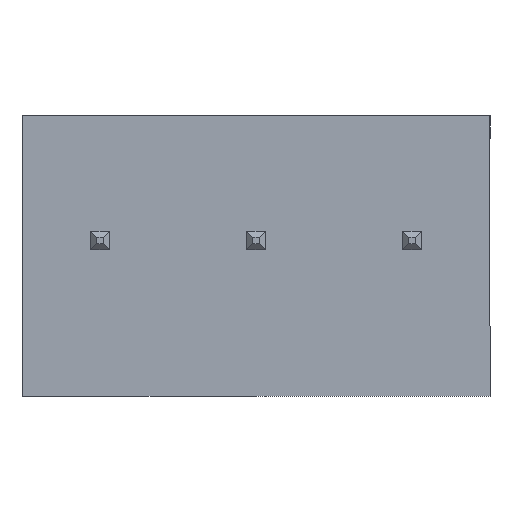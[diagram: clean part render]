
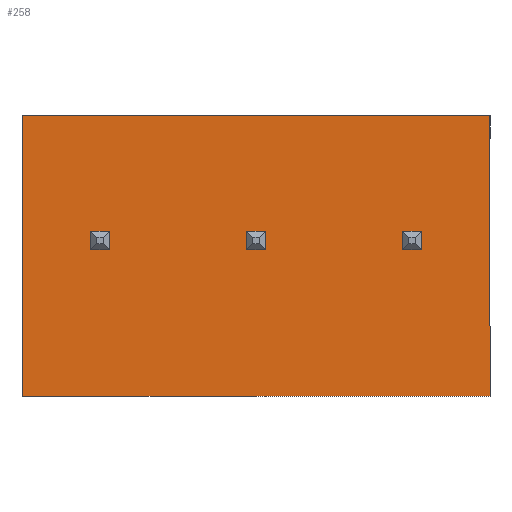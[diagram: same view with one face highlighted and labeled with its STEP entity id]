
A CAD part, front view. The second image highlights one B-rep face of the part: STEP entity #258.
In plain terms, the highlighted planar face has unit normal (0, -1, 0).
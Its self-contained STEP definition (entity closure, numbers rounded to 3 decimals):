
#16 = CARTESIAN_POINT ( 'NONE',  ( 5.3, 0., 0.3 ) ) ;
#49 = LINE ( 'NONE', #1740, #3707 ) ;
#58 = ORIENTED_EDGE ( 'NONE', *, *, #2794, .T. ) ;
#106 = EDGE_CURVE ( 'NONE', #3411, #2249, #49, .T. ) ;
#151 = CARTESIAN_POINT ( 'NONE',  ( -0.3, 0., -0.3 ) ) ;
#157 = EDGE_CURVE ( 'NONE', #912, #4430, #2235, .T. ) ;
#231 = LINE ( 'NONE', #1501, #688 ) ;
#258 = ADVANCED_FACE ( 'NONE', ( #2931, #4014, #789, #4338 ), #4136, .F. ) ;
#289 = LINE ( 'NONE', #1174, #2359 ) ;
#348 = VECTOR ( 'NONE', #2199, 1000. ) ;
#366 = CARTESIAN_POINT ( 'NONE',  ( 12.5, 0., -5. ) ) ;
#431 = CARTESIAN_POINT ( 'NONE',  ( 9.7, 0., 0.3 ) ) ;
#439 = DIRECTION ( 'NONE',  ( -1., 0., 0. ) ) ;
#455 = LINE ( 'NONE', #4272, #348 ) ;
#465 = VECTOR ( 'NONE', #4043, 1000. ) ;
#494 = EDGE_CURVE ( 'NONE', #631, #3159, #3955, .T. ) ;
#508 = DIRECTION ( 'NONE',  ( 0., 0., 1. ) ) ;
#514 = EDGE_CURVE ( 'NONE', #970, #912, #3848, .T. ) ;
#570 = VECTOR ( 'NONE', #1316, 1000. ) ;
#621 = ORIENTED_EDGE ( 'NONE', *, *, #1104, .T. ) ;
#631 = VERTEX_POINT ( 'NONE', #3309 ) ;
#636 = AXIS2_PLACEMENT_3D ( 'NONE', #3431, #2419, #3457 ) ;
#678 = ORIENTED_EDGE ( 'NONE', *, *, #106, .T. ) ;
#688 = VECTOR ( 'NONE', #1178, 1000. ) ;
#690 = DIRECTION ( 'NONE',  ( 0., 0., -1. ) ) ;
#698 = DIRECTION ( 'NONE',  ( 1., 0., 0. ) ) ;
#705 = VECTOR ( 'NONE', #508, 1000. ) ;
#719 = LINE ( 'NONE', #2808, #1531 ) ;
#765 = LINE ( 'NONE', #2328, #3277 ) ;
#789 = FACE_OUTER_BOUND ( 'NONE', #3459, .T. ) ;
#828 = CARTESIAN_POINT ( 'NONE',  ( 9.7, 0., -0.3 ) ) ;
#847 = LINE ( 'NONE', #3403, #570 ) ;
#862 = ORIENTED_EDGE ( 'NONE', *, *, #2606, .T. ) ;
#868 = EDGE_CURVE ( 'NONE', #1605, #970, #3835, .T. ) ;
#912 = VERTEX_POINT ( 'NONE', #2100 ) ;
#970 = VERTEX_POINT ( 'NONE', #3199 ) ;
#999 = VECTOR ( 'NONE', #3593, 1000. ) ;
#1057 = CARTESIAN_POINT ( 'NONE',  ( 10.3, 0., 0.3 ) ) ;
#1079 = VERTEX_POINT ( 'NONE', #1172 ) ;
#1104 = EDGE_CURVE ( 'NONE', #1079, #4296, #455, .T. ) ;
#1172 = CARTESIAN_POINT ( 'NONE',  ( 0.3, 0., -0.3 ) ) ;
#1174 = CARTESIAN_POINT ( 'NONE',  ( 0.3, 0., 0.3 ) ) ;
#1178 = DIRECTION ( 'NONE',  ( 0., 0., -1. ) ) ;
#1199 = LINE ( 'NONE', #3960, #705 ) ;
#1216 = EDGE_CURVE ( 'NONE', #3525, #4034, #4414, .T. ) ;
#1221 = CARTESIAN_POINT ( 'NONE',  ( 12.5, 0., 4. ) ) ;
#1223 = DIRECTION ( 'NONE',  ( 0., 0., 1. ) ) ;
#1259 = CARTESIAN_POINT ( 'NONE',  ( 5.3, 0., 0.3 ) ) ;
#1307 = EDGE_LOOP ( 'NONE', ( #621, #862, #3464, #2300 ) ) ;
#1316 = DIRECTION ( 'NONE',  ( -1., 0., 0. ) ) ;
#1354 = EDGE_CURVE ( 'NONE', #4034, #1763, #765, .T. ) ;
#1478 = LINE ( 'NONE', #3267, #465 ) ;
#1501 = CARTESIAN_POINT ( 'NONE',  ( 12.5, 0., -5. ) ) ;
#1503 = ORIENTED_EDGE ( 'NONE', *, *, #514, .F. ) ;
#1531 = VECTOR ( 'NONE', #3500, 1000. ) ;
#1553 = EDGE_LOOP ( 'NONE', ( #3163, #678, #58, #1880 ) ) ;
#1556 = CARTESIAN_POINT ( 'NONE',  ( 4.7, 0., 0.3 ) ) ;
#1605 = VERTEX_POINT ( 'NONE', #366 ) ;
#1608 = EDGE_LOOP ( 'NONE', ( #4391, #3041, #1610, #2736 ) ) ;
#1610 = ORIENTED_EDGE ( 'NONE', *, *, #1354, .T. ) ;
#1619 = VERTEX_POINT ( 'NONE', #828 ) ;
#1642 = LINE ( 'NONE', #16, #3625 ) ;
#1671 = EDGE_CURVE ( 'NONE', #3239, #2786, #289, .T. ) ;
#1740 = CARTESIAN_POINT ( 'NONE',  ( 4.7, 0., 0.3 ) ) ;
#1752 = EDGE_CURVE ( 'NONE', #1619, #3525, #1199, .T. ) ;
#1756 = CARTESIAN_POINT ( 'NONE',  ( 4.7, 0., -0.3 ) ) ;
#1763 = VERTEX_POINT ( 'NONE', #4336 ) ;
#1850 = DIRECTION ( 'NONE',  ( 1., 0., 0. ) ) ;
#1880 = ORIENTED_EDGE ( 'NONE', *, *, #494, .T. ) ;
#1891 = CARTESIAN_POINT ( 'NONE',  ( -2.5, 0., -5. ) ) ;
#2100 = CARTESIAN_POINT ( 'NONE',  ( -2.5, 0., 4. ) ) ;
#2199 = DIRECTION ( 'NONE',  ( -1., 0., 0. ) ) ;
#2235 = LINE ( 'NONE', #3776, #2337 ) ;
#2249 = VERTEX_POINT ( 'NONE', #1556 ) ;
#2255 = CARTESIAN_POINT ( 'NONE',  ( 10.3, 0., 0.3 ) ) ;
#2300 = ORIENTED_EDGE ( 'NONE', *, *, #2958, .T. ) ;
#2328 = CARTESIAN_POINT ( 'NONE',  ( 10.3, 0., 0.3 ) ) ;
#2337 = VECTOR ( 'NONE', #2424, 1000. ) ;
#2359 = VECTOR ( 'NONE', #1850, 1000. ) ;
#2402 = ORIENTED_EDGE ( 'NONE', *, *, #868, .F. ) ;
#2419 = DIRECTION ( 'NONE',  ( 0., 1., 0. ) ) ;
#2424 = DIRECTION ( 'NONE',  ( 1., 0., 0. ) ) ;
#2485 = VECTOR ( 'NONE', #2925, 1000. ) ;
#2503 = EDGE_CURVE ( 'NONE', #3159, #3411, #847, .T. ) ;
#2574 = CARTESIAN_POINT ( 'NONE',  ( 0.3, 0., 0.3 ) ) ;
#2606 = EDGE_CURVE ( 'NONE', #4296, #3239, #1478, .T. ) ;
#2632 = ORIENTED_EDGE ( 'NONE', *, *, #4257, .F. ) ;
#2736 = ORIENTED_EDGE ( 'NONE', *, *, #2758, .T. ) ;
#2758 = EDGE_CURVE ( 'NONE', #1763, #1619, #3572, .T. ) ;
#2786 = VERTEX_POINT ( 'NONE', #2574 ) ;
#2794 = EDGE_CURVE ( 'NONE', #2249, #631, #1642, .T. ) ;
#2808 = CARTESIAN_POINT ( 'NONE',  ( 0.3, 0., 0.3 ) ) ;
#2925 = DIRECTION ( 'NONE',  ( 1., 0., 0. ) ) ;
#2931 = FACE_BOUND ( 'NONE', #1553, .T. ) ;
#2958 = EDGE_CURVE ( 'NONE', #2786, #1079, #719, .T. ) ;
#3034 = VECTOR ( 'NONE', #4341, 1000. ) ;
#3041 = ORIENTED_EDGE ( 'NONE', *, *, #1216, .T. ) ;
#3087 = DIRECTION ( 'NONE',  ( 0., 0., 1. ) ) ;
#3159 = VERTEX_POINT ( 'NONE', #3347 ) ;
#3163 = ORIENTED_EDGE ( 'NONE', *, *, #2503, .T. ) ;
#3176 = CARTESIAN_POINT ( 'NONE',  ( -2.5, 0., -5. ) ) ;
#3199 = CARTESIAN_POINT ( 'NONE',  ( -2.5, 0., -5. ) ) ;
#3223 = CARTESIAN_POINT ( 'NONE',  ( 10.3, 0., -0.3 ) ) ;
#3239 = VERTEX_POINT ( 'NONE', #3449 ) ;
#3267 = CARTESIAN_POINT ( 'NONE',  ( -0.3, 0., 0.3 ) ) ;
#3277 = VECTOR ( 'NONE', #690, 1000. ) ;
#3309 = CARTESIAN_POINT ( 'NONE',  ( 5.3, 0., 0.3 ) ) ;
#3347 = CARTESIAN_POINT ( 'NONE',  ( 5.3, 0., -0.3 ) ) ;
#3371 = ORIENTED_EDGE ( 'NONE', *, *, #157, .F. ) ;
#3403 = CARTESIAN_POINT ( 'NONE',  ( 5.3, 0., -0.3 ) ) ;
#3411 = VERTEX_POINT ( 'NONE', #1756 ) ;
#3431 = CARTESIAN_POINT ( 'NONE',  ( 0., 0., 0. ) ) ;
#3449 = CARTESIAN_POINT ( 'NONE',  ( -0.3, 0., 0.3 ) ) ;
#3457 = DIRECTION ( 'NONE',  ( 0., 0., 1. ) ) ;
#3459 = EDGE_LOOP ( 'NONE', ( #1503, #2402, #2632, #3371 ) ) ;
#3464 = ORIENTED_EDGE ( 'NONE', *, *, #1671, .T. ) ;
#3500 = DIRECTION ( 'NONE',  ( 0., 0., -1. ) ) ;
#3525 = VERTEX_POINT ( 'NONE', #431 ) ;
#3572 = LINE ( 'NONE', #3223, #999 ) ;
#3593 = DIRECTION ( 'NONE',  ( -1., 0., 0. ) ) ;
#3625 = VECTOR ( 'NONE', #698, 1000. ) ;
#3628 = VECTOR ( 'NONE', #1223, 1000. ) ;
#3707 = VECTOR ( 'NONE', #3087, 1000. ) ;
#3776 = CARTESIAN_POINT ( 'NONE',  ( -2.5, 0., 4. ) ) ;
#3835 = LINE ( 'NONE', #3176, #4201 ) ;
#3848 = LINE ( 'NONE', #1891, #3628 ) ;
#3955 = LINE ( 'NONE', #1259, #3034 ) ;
#3960 = CARTESIAN_POINT ( 'NONE',  ( 9.7, 0., 0.3 ) ) ;
#4014 = FACE_BOUND ( 'NONE', #1307, .T. ) ;
#4034 = VERTEX_POINT ( 'NONE', #1057 ) ;
#4043 = DIRECTION ( 'NONE',  ( 0., 0., 1. ) ) ;
#4136 = PLANE ( 'NONE',  #636 ) ;
#4201 = VECTOR ( 'NONE', #439, 1000. ) ;
#4257 = EDGE_CURVE ( 'NONE', #4430, #1605, #231, .T. ) ;
#4272 = CARTESIAN_POINT ( 'NONE',  ( 0.3, 0., -0.3 ) ) ;
#4296 = VERTEX_POINT ( 'NONE', #151 ) ;
#4336 = CARTESIAN_POINT ( 'NONE',  ( 10.3, 0., -0.3 ) ) ;
#4338 = FACE_BOUND ( 'NONE', #1608, .T. ) ;
#4341 = DIRECTION ( 'NONE',  ( 0., 0., -1. ) ) ;
#4391 = ORIENTED_EDGE ( 'NONE', *, *, #1752, .T. ) ;
#4414 = LINE ( 'NONE', #2255, #2485 ) ;
#4430 = VERTEX_POINT ( 'NONE', #1221 ) ;
